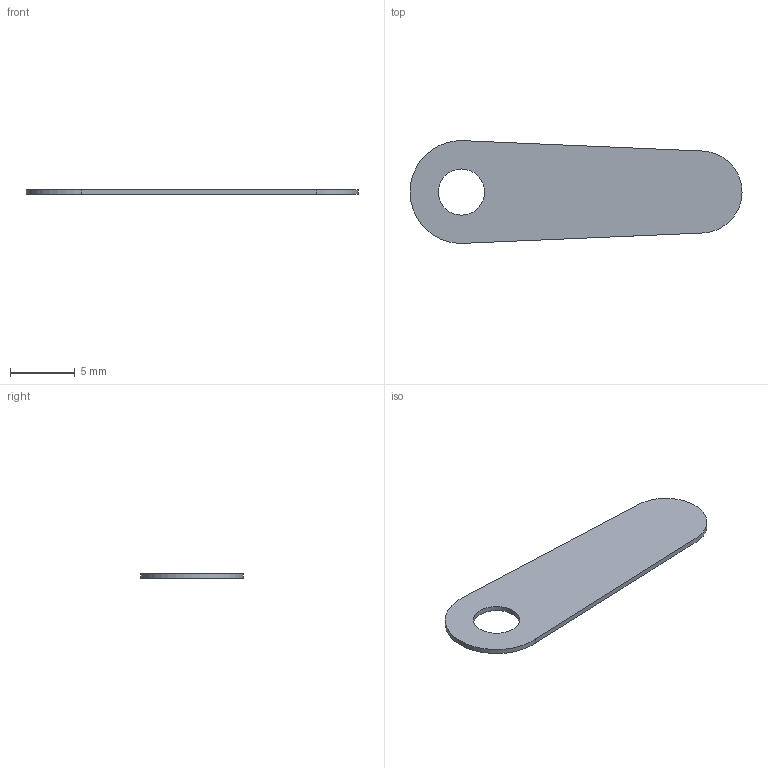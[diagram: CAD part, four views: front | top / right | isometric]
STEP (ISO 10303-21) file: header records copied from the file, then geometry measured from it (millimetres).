
FILE_DESCRIPTION((''),'2;1');
FILE_NAME('SPRING__FLAT_ASSY_SLDPRT__','2016-12-07T',('cxl300'),(''),'PRO/ENGINEER BY PARAMETRIC TECHNOLOGY CORPORATION, 2013230','PRO/ENGINEER BY PARAMETRIC TECHNOLOGY CORPORATION, 2013230','');
FILE_SCHEMA(('CONFIG_CONTROL_DESIGN','GEOMETRIC_VALIDATION_PROPERTIES_MIM'));
Length unit declared in the file: millimetre
Products named in the file (1): SPRING__FLAT_ASSY_SLDPRT__
Bounding box: 25.6 x 7.91 x 0.38 mm (x, y, z)
Volume: 61.8 mm3; surface area: 351.4 mm2
Topology: 1 solids, 1 shells, 8 faces, 22 edges, 16 vertices
Faces by surface type: plane 4, cylinder 4
Entity records: 361 total; most frequent: DIRECTION 50, CARTESIAN_POINT 48, ORIENTED_EDGE 44, EDGE_CURVE 22, AXIS2_PLACEMENT_3D 20, VERTEX_POINT 16, CIRCLE 12, VECTOR 10
